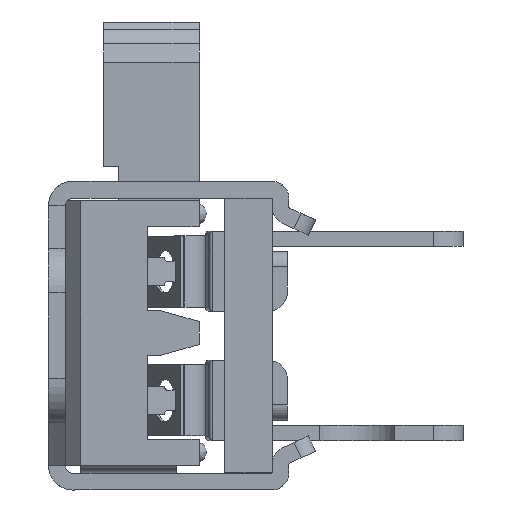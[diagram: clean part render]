
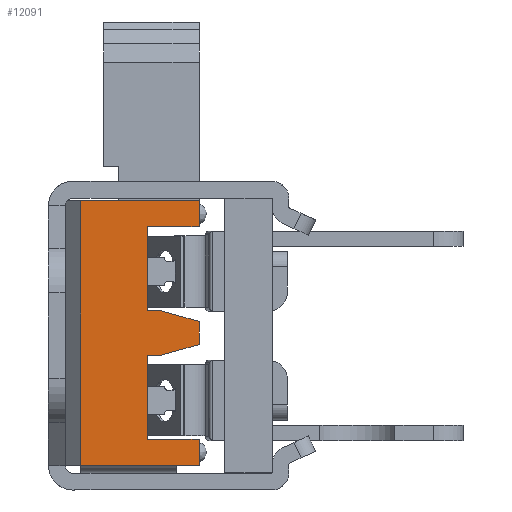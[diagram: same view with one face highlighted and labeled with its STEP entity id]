
A CAD part, left-side view. The second image highlights one B-rep face of the part: STEP entity #12091.
In plain terms, the highlighted planar face has unit normal (-1, 0, 0).
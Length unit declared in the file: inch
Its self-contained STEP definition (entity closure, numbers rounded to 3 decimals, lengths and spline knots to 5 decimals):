
#819=FACE_OUTER_BOUND('',#1423,.T.);
#1423=EDGE_LOOP('',(#10138,#10139,#10140,#10141,#10142,#10143,#10144,#10145,
#10146,#10147,#10148,#10149,#10150,#10151));
#1951=LINE('',#16705,#3267);
#2784=LINE('',#18900,#4100);
#2826=LINE('',#18996,#4142);
#2874=LINE('',#19242,#4190);
#2885=LINE('',#19265,#4201);
#2888=LINE('',#19271,#4204);
#2892=LINE('',#19278,#4208);
#2894=LINE('',#19283,#4210);
#2898=LINE('',#19290,#4214);
#2901=LINE('',#19296,#4217);
#2906=LINE('',#19304,#4222);
#2907=LINE('',#19307,#4223);
#2956=LINE('',#19413,#4272);
#2957=LINE('',#19415,#4273);
#3267=VECTOR('',#13481,0.3937);
#4100=VECTOR('',#15394,0.3937);
#4142=VECTOR('',#15484,0.3937);
#4190=VECTOR('',#15620,0.3937);
#4201=VECTOR('',#15637,0.3937);
#4204=VECTOR('',#15642,0.3937);
#4208=VECTOR('',#15648,0.3937);
#4210=VECTOR('',#15652,0.3937);
#4214=VECTOR('',#15658,0.3937);
#4217=VECTOR('',#15663,0.3937);
#4222=VECTOR('',#15672,0.3937);
#4223=VECTOR('',#15675,0.3937);
#4272=VECTOR('',#15778,0.3937);
#4273=VECTOR('',#15781,0.3937);
#4589=VERTEX_POINT('',#16702);
#4590=VERTEX_POINT('',#16704);
#5311=VERTEX_POINT('',#18897);
#5312=VERTEX_POINT('',#18899);
#5341=VERTEX_POINT('',#18993);
#5342=VERTEX_POINT('',#18995);
#5388=VERTEX_POINT('',#19241);
#5397=VERTEX_POINT('',#19264);
#5399=VERTEX_POINT('',#19270);
#5401=VERTEX_POINT('',#19276);
#5403=VERTEX_POINT('',#19282);
#5405=VERTEX_POINT('',#19288);
#5407=VERTEX_POINT('',#19294);
#5409=VERTEX_POINT('',#19306);
#5766=EDGE_CURVE('',#4590,#4589,#1951,.T.);
#6847=EDGE_CURVE('',#5312,#5311,#2784,.T.);
#6896=EDGE_CURVE('',#5341,#5342,#2826,.T.);
#6962=EDGE_CURVE('',#5388,#5342,#2874,.T.);
#6974=EDGE_CURVE('',#5397,#5312,#2885,.T.);
#6977=EDGE_CURVE('',#5399,#5397,#2888,.T.);
#6981=EDGE_CURVE('',#5311,#5401,#2892,.T.);
#6983=EDGE_CURVE('',#5403,#4590,#2894,.T.);
#6987=EDGE_CURVE('',#4589,#5405,#2898,.T.);
#6990=EDGE_CURVE('',#5405,#5407,#2901,.T.);
#6995=EDGE_CURVE('',#5399,#5407,#2906,.T.);
#6996=EDGE_CURVE('',#5403,#5409,#2907,.T.);
#7049=EDGE_CURVE('',#5341,#5409,#2956,.T.);
#7050=EDGE_CURVE('',#5388,#5401,#2957,.T.);
#10138=ORIENTED_EDGE('',*,*,#6896,.F.);
#10139=ORIENTED_EDGE('',*,*,#7049,.T.);
#10140=ORIENTED_EDGE('',*,*,#6996,.F.);
#10141=ORIENTED_EDGE('',*,*,#6983,.T.);
#10142=ORIENTED_EDGE('',*,*,#5766,.T.);
#10143=ORIENTED_EDGE('',*,*,#6987,.T.);
#10144=ORIENTED_EDGE('',*,*,#6990,.T.);
#10145=ORIENTED_EDGE('',*,*,#6995,.F.);
#10146=ORIENTED_EDGE('',*,*,#6977,.T.);
#10147=ORIENTED_EDGE('',*,*,#6974,.T.);
#10148=ORIENTED_EDGE('',*,*,#6847,.T.);
#10149=ORIENTED_EDGE('',*,*,#6981,.T.);
#10150=ORIENTED_EDGE('',*,*,#7050,.F.);
#10151=ORIENTED_EDGE('',*,*,#6962,.T.);
#11026=PLANE('',#12976);
#12091=ADVANCED_FACE('',(#819),#11026,.T.);
#12976=AXIS2_PLACEMENT_3D('',#19416,#15782,#15783);
#13481=DIRECTION('',(0.,0.,1.));
#15394=DIRECTION('',(0.,0.,1.));
#15484=DIRECTION('',(0.,0.,1.));
#15620=DIRECTION('',(0.,1.,0.));
#15637=DIRECTION('',(0.,1.,0.));
#15642=DIRECTION('',(0.,0.962,0.272));
#15648=DIRECTION('',(0.,-1.,0.));
#15652=DIRECTION('',(0.,1.,0.));
#15658=DIRECTION('',(0.,-1.,0.));
#15663=DIRECTION('',(0.,-0.962,0.272));
#15672=DIRECTION('',(0.,0.,-1.));
#15675=DIRECTION('',(0.,0.,-1.));
#15778=DIRECTION('',(0.,-1.,0.));
#15781=DIRECTION('',(0.,0.,-1.));
#15782=DIRECTION('center_axis',(-1.,0.,0.));
#15783=DIRECTION('ref_axis',(0.,0.,
1.));
#16702=CARTESIAN_POINT('',(-0.17178,0.07235,-0.0266));
#16704=CARTESIAN_POINT('',(-0.17178,0.07235,-0.1356));
#16705=CARTESIAN_POINT('',(-0.17178,0.07235,-0.0116));
#18897=CARTESIAN_POINT('',(-0.17178,0.07235,0.1424));
#18899=CARTESIAN_POINT('',(-0.17178,0.07235,0.0334));
#18900=CARTESIAN_POINT('',(-0.17178,0.07235,0.0729));
#18993=CARTESIAN_POINT('',(-0.17178,0.15935,-0.1696));
#18995=CARTESIAN_POINT('',(-0.17178,0.15935,0.1764));
#18996=CARTESIAN_POINT('',(-0.17178,0.15935,0.0034));
#19241=CARTESIAN_POINT('',(-0.17178,0.00435,0.1764));
#19242=CARTESIAN_POINT('',(-0.17178,0.00435,0.1764));
#19264=CARTESIAN_POINT('',(-0.17178,0.05735,0.0334));
#19265=CARTESIAN_POINT('',(-0.17178,0.03835,0.0334));
#19270=CARTESIAN_POINT('',(-0.17178,0.00435,0.0184));
#19271=CARTESIAN_POINT('',(-0.17178,0.02889,0.02535));
#19276=CARTESIAN_POINT('',(-0.17178,0.00435,0.1424));
#19278=CARTESIAN_POINT('',(-0.17178,0.00435,0.1424));
#19282=CARTESIAN_POINT('',(-0.17178,0.00435,-0.1356));
#19283=CARTESIAN_POINT('',(-0.17178,0.03835,-0.1356));
#19288=CARTESIAN_POINT('',(-0.17178,0.05735,-0.0266));
#19290=CARTESIAN_POINT('',(-0.17178,0.03085,-0.0266));
#19294=CARTESIAN_POINT('',(-0.17178,0.00435,-0.0116));
#19296=CARTESIAN_POINT('',(-0.17178,0.00239,-0.01104));
#19304=CARTESIAN_POINT('',(-0.17178,0.00435,0.0034));
#19306=CARTESIAN_POINT('',(-0.17178,0.00435,-0.1696));
#19307=CARTESIAN_POINT('',(-0.17178,0.00435,0.0034));
#19413=CARTESIAN_POINT('',(-0.17178,0.00435,-0.1696));
#19415=CARTESIAN_POINT('',(-0.17178,0.00435,0.0034));
#19416=CARTESIAN_POINT('Origin',(-0.17178,0.00435,
0.0034));
